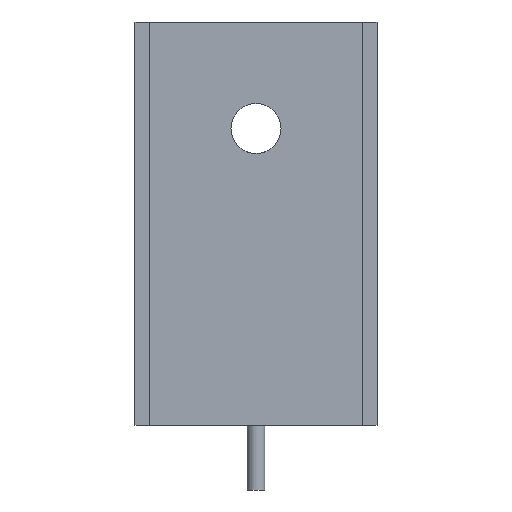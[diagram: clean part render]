
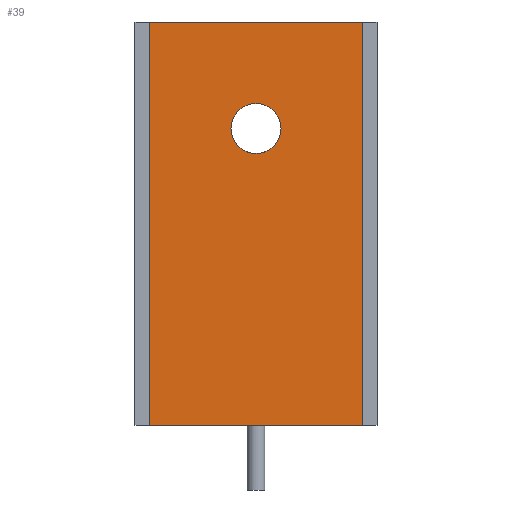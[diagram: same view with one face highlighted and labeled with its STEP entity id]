
A CAD part, front view. The second image highlights one B-rep face of the part: STEP entity #39.
In plain terms, the highlighted planar face has unit normal (0, -1, 0).
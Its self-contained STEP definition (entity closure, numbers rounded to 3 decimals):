
#39 = ADVANCED_FACE ( 'NONE', ( #102, #491 ), #1362, .F. ) ;
#91 = CARTESIAN_POINT ( 'NONE',  ( -6.6, -0.565, 12.5 ) ) ;
#102 = FACE_BOUND ( 'NONE', #510, .T. ) ;
#107 = DIRECTION ( 'NONE',  ( 1., 0., 0. ) ) ;
#155 = AXIS2_PLACEMENT_3D ( 'NONE', #91, #1355, #1112 ) ;
#177 = VERTEX_POINT ( 'NONE', #1284 ) ;
#187 = VERTEX_POINT ( 'NONE', #397 ) ;
#250 = CARTESIAN_POINT ( 'NONE',  ( 0., -0.565, 5.9 ) ) ;
#268 = CARTESIAN_POINT ( 'NONE',  ( 6.6, -0.565, -12.5 ) ) ;
#291 = DIRECTION ( 'NONE',  ( 1., 0., 0. ) ) ;
#375 = AXIS2_PLACEMENT_3D ( 'NONE', #250, #716, #107 ) ;
#397 = CARTESIAN_POINT ( 'NONE',  ( 6.6, -0.565, 12.5 ) ) ;
#442 = CARTESIAN_POINT ( 'NONE',  ( 6.6, -0.565, 12.5 ) ) ;
#453 = CARTESIAN_POINT ( 'NONE',  ( -6.6, -0.565, -12.5 ) ) ;
#463 = CARTESIAN_POINT ( 'NONE',  ( 1.55, -0.565, 5.9 ) ) ;
#491 = FACE_OUTER_BOUND ( 'NONE', #1197, .T. ) ;
#495 = EDGE_CURVE ( 'NONE', #575, #964, #1155, .T. ) ;
#510 = EDGE_LOOP ( 'NONE', ( #1152, #516 ) ) ;
#516 = ORIENTED_EDGE ( 'NONE', *, *, #781, .F. ) ;
#532 = LINE ( 'NONE', #1148, #954 ) ;
#575 = VERTEX_POINT ( 'NONE', #453 ) ;
#616 = DIRECTION ( 'NONE',  ( 1., 0., 0. ) ) ;
#669 = VERTEX_POINT ( 'NONE', #463 ) ;
#716 = DIRECTION ( 'NONE',  ( 0., -1., 0. ) ) ;
#725 = CIRCLE ( 'NONE', #908, 1.55 ) ;
#737 = ORIENTED_EDGE ( 'NONE', *, *, #495, .T. ) ;
#781 = EDGE_CURVE ( 'NONE', #1559, #669, #1172, .T. ) ;
#782 = ORIENTED_EDGE ( 'NONE', *, *, #1557, .F. ) ;
#822 = EDGE_CURVE ( 'NONE', #669, #1559, #725, .T. ) ;
#908 = AXIS2_PLACEMENT_3D ( 'NONE', #1136, #1496, #616 ) ;
#946 = CARTESIAN_POINT ( 'NONE',  ( -1.55, -0.565, 5.9 ) ) ;
#954 = VECTOR ( 'NONE', #1163, 1000. ) ;
#964 = VERTEX_POINT ( 'NONE', #268 ) ;
#1015 = CARTESIAN_POINT ( 'NONE',  ( -6.6, -0.565, 12.5 ) ) ;
#1042 = EDGE_CURVE ( 'NONE', #177, #187, #532, .T. ) ;
#1060 = ORIENTED_EDGE ( 'NONE', *, *, #1252, .T. ) ;
#1104 = VECTOR ( 'NONE', #1489, 1000. ) ;
#1112 = DIRECTION ( 'NONE',  ( 1., 0., 0. ) ) ;
#1136 = CARTESIAN_POINT ( 'NONE',  ( 0., -0.565, 5.9 ) ) ;
#1148 = CARTESIAN_POINT ( 'NONE',  ( -6.6, -0.565, 12.5 ) ) ;
#1152 = ORIENTED_EDGE ( 'NONE', *, *, #822, .F. ) ;
#1155 = LINE ( 'NONE', #1164, #1585 ) ;
#1163 = DIRECTION ( 'NONE',  ( 1., 0., 0. ) ) ;
#1164 = CARTESIAN_POINT ( 'NONE',  ( -6.6, -0.565, -12.5 ) ) ;
#1172 = CIRCLE ( 'NONE', #375, 1.55 ) ;
#1197 = EDGE_LOOP ( 'NONE', ( #737, #782, #1542, #1060 ) ) ;
#1252 = EDGE_CURVE ( 'NONE', #177, #575, #1354, .T. ) ;
#1284 = CARTESIAN_POINT ( 'NONE',  ( -6.6, -0.565, 12.5 ) ) ;
#1314 = DIRECTION ( 'NONE',  ( 0., 0., -1. ) ) ;
#1354 = LINE ( 'NONE', #1015, #1104 ) ;
#1355 = DIRECTION ( 'NONE',  ( 0., 1., 0. ) ) ;
#1362 = PLANE ( 'NONE',  #155 ) ;
#1443 = LINE ( 'NONE', #442, #1610 ) ;
#1489 = DIRECTION ( 'NONE',  ( 0., 0., -1. ) ) ;
#1496 = DIRECTION ( 'NONE',  ( 0., -1., 0. ) ) ;
#1542 = ORIENTED_EDGE ( 'NONE', *, *, #1042, .F. ) ;
#1557 = EDGE_CURVE ( 'NONE', #187, #964, #1443, .T. ) ;
#1559 = VERTEX_POINT ( 'NONE', #946 ) ;
#1585 = VECTOR ( 'NONE', #291, 1000. ) ;
#1610 = VECTOR ( 'NONE', #1314, 1000. ) ;
